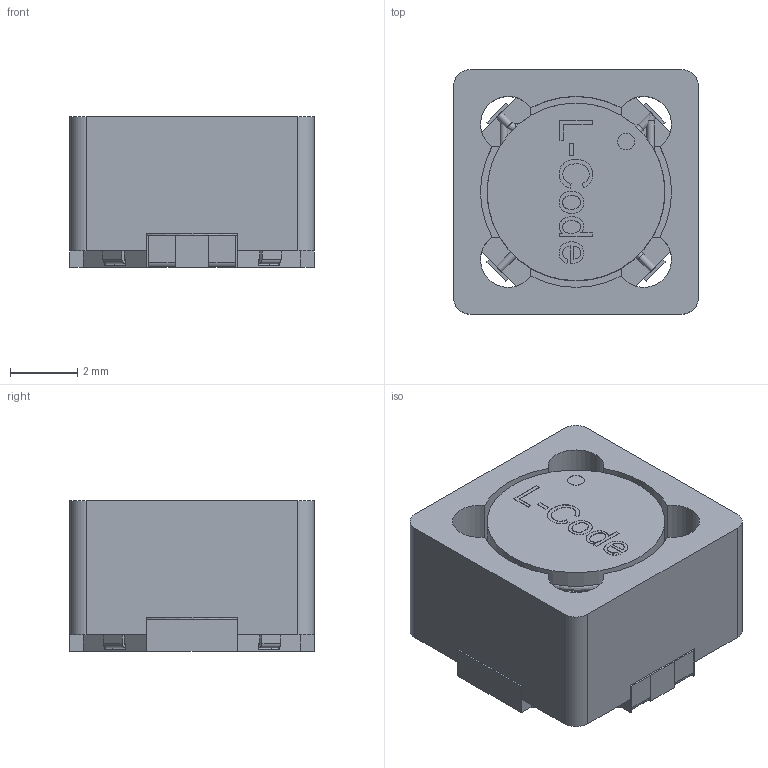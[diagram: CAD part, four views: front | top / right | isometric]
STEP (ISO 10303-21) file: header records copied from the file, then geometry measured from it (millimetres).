
FILE_DESCRIPTION(/* description */ ('Unknown'),/* implementation_level */ '2;1');
FILE_NAME(/* name */ '744877xxx',/* time_stamp */ '2024-08-02T07:49:48+02:00',/* author */ ('Unknown'),/* organization */ ('Unknown'),/* preprocessor_version */ 'ST-DEVELOPER v19.4',/* originating_system */ 'Solid Edge',/* authorisation */ 'Unknown');
FILE_SCHEMA (('AUTOMOTIVE_DESIGN {1 0 10303 214 3 1 1}'));
Length unit declared in the file: millimetre
Products named in the file (7): 744877xxx; Kern; Deckel; Pin; Pin_2; coil; coil2_JoJ
Assembly tree (8 placements, depth 2):
  744877xxx
    Kern
    Deckel
    Pin  x2
    Pin_2  x2
    coil
    coil2_JoJ
Bounding box: 7.3 x 7.3 x 4.5 mm (x, y, z)
Volume: 171.2 mm3; surface area: 815.8 mm2
Topology: 10 solids, 10 shells, 343 faces, 886 edges, 569 vertices
Faces by surface type: plane 216, cylinder 91, torus 20, bspline 16
Full cylindrical faces by diameter (mm): 0.23 x18, 0.5 x2, 2.75 x1, 5.3 x2
Entity records: 14195 total; most frequent: CARTESIAN_POINT 5709, ORIENTED_EDGE 1400, DIRECTION 1384, EDGE_CURVE 700, VERTEX_POINT 481, LINE 476, VECTOR 476, AXIS2_PLACEMENT_3D 454
